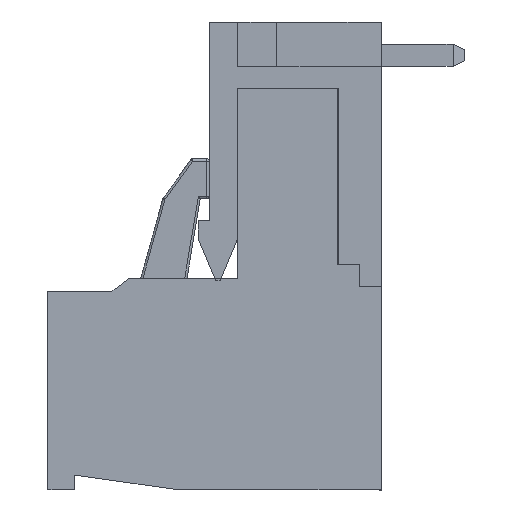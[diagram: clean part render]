
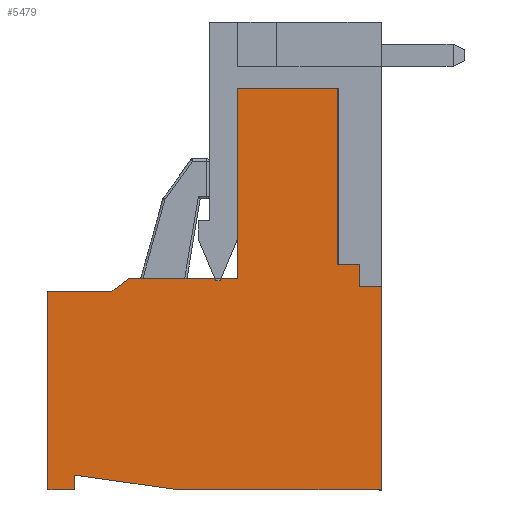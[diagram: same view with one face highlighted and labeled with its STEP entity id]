
A CAD part, left-side view. The second image highlights one B-rep face of the part: STEP entity #5479.
In plain terms, the highlighted planar face has unit normal (-1, 0, 0).
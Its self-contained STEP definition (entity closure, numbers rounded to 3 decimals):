
#31 = LINE ( 'NONE', #8947, #9638 ) ;
#367 = VECTOR ( 'NONE', #7006, 1000. ) ;
#571 = CARTESIAN_POINT ( 'NONE',  ( -7.5, -0.6, -1.29 ) ) ;
#647 = LINE ( 'NONE', #3217, #1728 ) ;
#734 = EDGE_CURVE ( 'NONE', #1798, #14204, #12232, .T. ) ;
#741 = CARTESIAN_POINT ( 'NONE',  ( -7.5, 0.6, 0. ) ) ;
#825 = DIRECTION ( 'NONE',  ( 0., 0., -1. ) ) ;
#934 = DIRECTION ( 'NONE',  ( 0., -0.139, 0.99 ) ) ;
#1023 = EDGE_CURVE ( 'NONE', #11903, #11127, #1884, .T. ) ;
#1221 = EDGE_CURVE ( 'NONE', #11127, #4493, #8481, .T. ) ;
#1511 = PLANE ( 'NONE',  #6312 ) ;
#1612 = CARTESIAN_POINT ( 'NONE',  ( -7.5, -3.912, 2.934 ) ) ;
#1655 = ORIENTED_EDGE ( 'NONE', *, *, #10542, .F. ) ;
#1728 = VECTOR ( 'NONE', #1937, 1000. ) ;
#1768 = LINE ( 'NONE', #571, #5907 ) ;
#1798 = VERTEX_POINT ( 'NONE', #4984 ) ;
#1836 = LINE ( 'NONE', #1988, #367 ) ;
#1837 = VECTOR ( 'NONE', #5504, 1000. ) ;
#1884 = LINE ( 'NONE', #16141, #5441 ) ;
#1937 = DIRECTION ( 'NONE',  ( 0., 0., -1. ) ) ;
#1988 = CARTESIAN_POINT ( 'NONE',  ( -7.5, 0., 3.25 ) ) ;
#2012 = ORIENTED_EDGE ( 'NONE', *, *, #1221, .F. ) ;
#2341 = LINE ( 'NONE', #7503, #5422 ) ;
#2503 = DIRECTION ( 'NONE',  ( 0., 0., 1. ) ) ;
#2606 = VECTOR ( 'NONE', #4931, 1000. ) ;
#3215 = DIRECTION ( 'NONE',  ( 0., -1., 0. ) ) ;
#3217 = CARTESIAN_POINT ( 'NONE',  ( -7.5, 0.4, 0. ) ) ;
#3226 = VERTEX_POINT ( 'NONE', #9815 ) ;
#3342 = ORIENTED_EDGE ( 'NONE', *, *, #6741, .F. ) ;
#4302 = EDGE_CURVE ( 'NONE', #12063, #4697, #1836, .T. ) ;
#4354 = ORIENTED_EDGE ( 'NONE', *, *, #16771, .F. ) ;
#4455 = VECTOR ( 'NONE', #5997, 1000. ) ;
#4493 = VERTEX_POINT ( 'NONE', #13190 ) ;
#4697 = VERTEX_POINT ( 'NONE', #8171 ) ;
#4931 = DIRECTION ( 'NONE',  ( 0., 0., -1. ) ) ;
#4956 = VECTOR ( 'NONE', #12038, 1000. ) ;
#4984 = CARTESIAN_POINT ( 'NONE',  ( -7.5, -0.6, -1.29 ) ) ;
#5025 = VERTEX_POINT ( 'NONE', #10623 ) ;
#5055 = EDGE_CURVE ( 'NONE', #5025, #12063, #10861, .T. ) ;
#5124 = EDGE_CURVE ( 'NONE', #10149, #10793, #6879, .T. ) ;
#5173 = ORIENTED_EDGE ( 'NONE', *, *, #9663, .F. ) ;
#5178 = CARTESIAN_POINT ( 'NONE',  ( -7.5, 8.925, 10.65 ) ) ;
#5422 = VECTOR ( 'NONE', #12330, 1000. ) ;
#5441 = VECTOR ( 'NONE', #8402, 1000. ) ;
#5479 = ADVANCED_FACE ( 'NONE', ( #5492 ), #1511, .F. ) ;
#5492 = FACE_OUTER_BOUND ( 'NONE', #12783, .T. ) ;
#5504 = DIRECTION ( 'NONE',  ( 0., -0.6, -0.8 ) ) ;
#5596 = ORIENTED_EDGE ( 'NONE', *, *, #5055, .F. ) ;
#5643 = EDGE_CURVE ( 'NONE', #12280, #10149, #647, .T. ) ;
#5853 = CARTESIAN_POINT ( 'NONE',  ( -7.5, 9.6, 11.85 ) ) ;
#5876 = CARTESIAN_POINT ( 'NONE',  ( -7.5, -0.6, -1.29 ) ) ;
#5907 = VECTOR ( 'NONE', #3215, 1000. ) ;
#5997 = DIRECTION ( 'NONE',  ( 0., 1., 0. ) ) ;
#6149 = ORIENTED_EDGE ( 'NONE', *, *, #734, .F. ) ;
#6312 = AXIS2_PLACEMENT_3D ( 'NONE', #16118, #10759, #6693 ) ;
#6367 = LINE ( 'NONE', #16312, #10900 ) ;
#6529 = ORIENTED_EDGE ( 'NONE', *, *, #14789, .F. ) ;
#6693 = DIRECTION ( 'NONE',  ( 0., 1., 0. ) ) ;
#6741 = EDGE_CURVE ( 'NONE', #14204, #12280, #7182, .T. ) ;
#6795 = CARTESIAN_POINT ( 'NONE',  ( -7.5, 0., 11.85 ) ) ;
#6879 = LINE ( 'NONE', #16137, #4956 ) ;
#7006 = DIRECTION ( 'NONE',  ( 0., -1., 0. ) ) ;
#7182 = LINE ( 'NONE', #15258, #4455 ) ;
#7503 = CARTESIAN_POINT ( 'NONE',  ( -7.5, 0., 10.65 ) ) ;
#7667 = ORIENTED_EDGE ( 'NONE', *, *, #15818, .F. ) ;
#8171 = CARTESIAN_POINT ( 'NONE',  ( -7.5, -8.6, 3.25 ) ) ;
#8202 = CARTESIAN_POINT ( 'NONE',  ( -7.5, 0.4, -3.25 ) ) ;
#8343 = ORIENTED_EDGE ( 'NONE', *, *, #4302, .F. ) ;
#8402 = DIRECTION ( 'NONE',  ( 0., 0., 1. ) ) ;
#8481 = LINE ( 'NONE', #5853, #13325 ) ;
#8938 = VERTEX_POINT ( 'NONE', #13123 ) ;
#8947 = CARTESIAN_POINT ( 'NONE',  ( -7.5, 9.6, -3.25 ) ) ;
#9109 = ORIENTED_EDGE ( 'NONE', *, *, #1023, .F. ) ;
#9147 = CARTESIAN_POINT ( 'NONE',  ( -7.5, 0., 3.25 ) ) ;
#9638 = VECTOR ( 'NONE', #2503, 1000. ) ;
#9663 = EDGE_CURVE ( 'NONE', #4697, #3226, #12995, .T. ) ;
#9792 = ORIENTED_EDGE ( 'NONE', *, *, #5124, .F. ) ;
#9815 = CARTESIAN_POINT ( 'NONE',  ( -7.5, -8.6, -1.29 ) ) ;
#10149 = VERTEX_POINT ( 'NONE', #8202 ) ;
#10499 = CARTESIAN_POINT ( 'NONE',  ( -7.5, 0.6, 8.95 ) ) ;
#10542 = EDGE_CURVE ( 'NONE', #10793, #8938, #31, .T. ) ;
#10623 = CARTESIAN_POINT ( 'NONE',  ( -7.5, 0., 8.15 ) ) ;
#10675 = VECTOR ( 'NONE', #12123, 1000. ) ;
#10759 = DIRECTION ( 'NONE',  ( 1., 0., 0. ) ) ;
#10793 = VERTEX_POINT ( 'NONE', #16505 ) ;
#10861 = LINE ( 'NONE', #6795, #10675 ) ;
#10900 = VECTOR ( 'NONE', #934, 1000. ) ;
#11127 = VERTEX_POINT ( 'NONE', #15265 ) ;
#11379 = VERTEX_POINT ( 'NONE', #5178 ) ;
#11627 = ORIENTED_EDGE ( 'NONE', *, *, #14401, .F. ) ;
#11903 = VERTEX_POINT ( 'NONE', #12343 ) ;
#12038 = DIRECTION ( 'NONE',  ( 0., 1., 0. ) ) ;
#12063 = VERTEX_POINT ( 'NONE', #9147 ) ;
#12123 = DIRECTION ( 'NONE',  ( 0., 0., -1. ) ) ;
#12232 = LINE ( 'NONE', #5876, #12762 ) ;
#12280 = VERTEX_POINT ( 'NONE', #16503 ) ;
#12290 = ORIENTED_EDGE ( 'NONE', *, *, #12936, .T. ) ;
#12330 = DIRECTION ( 'NONE',  ( 0., 1., 0. ) ) ;
#12343 = CARTESIAN_POINT ( 'NONE',  ( -7.5, 9.6, 10.65 ) ) ;
#12440 = LINE ( 'NONE', #741, #14615 ) ;
#12461 = DIRECTION ( 'NONE',  ( 0., -1., 0. ) ) ;
#12762 = VECTOR ( 'NONE', #16245, 1000. ) ;
#12783 = EDGE_LOOP ( 'NONE', ( #6149, #12290, #5173, #8343, #5596, #7667, #11627, #2012, #9109, #6529, #4354, #1655, #9792, #14775, #3342 ) ) ;
#12936 = EDGE_CURVE ( 'NONE', #1798, #3226, #1768, .T. ) ;
#12995 = LINE ( 'NONE', #15467, #2606 ) ;
#13123 = CARTESIAN_POINT ( 'NONE',  ( -7.5, 9.6, 5.85 ) ) ;
#13190 = CARTESIAN_POINT ( 'NONE',  ( -7.5, 0.6, 11.85 ) ) ;
#13249 = LINE ( 'NONE', #1612, #1837 ) ;
#13267 = VERTEX_POINT ( 'NONE', #10499 ) ;
#13325 = VECTOR ( 'NONE', #12461, 1000. ) ;
#14204 = VERTEX_POINT ( 'NONE', #14599 ) ;
#14401 = EDGE_CURVE ( 'NONE', #4493, #13267, #12440, .T. ) ;
#14599 = CARTESIAN_POINT ( 'NONE',  ( -7.5, -0.6, -2.25 ) ) ;
#14615 = VECTOR ( 'NONE', #825, 1000. ) ;
#14775 = ORIENTED_EDGE ( 'NONE', *, *, #5643, .F. ) ;
#14789 = EDGE_CURVE ( 'NONE', #11379, #11903, #2341, .T. ) ;
#15258 = CARTESIAN_POINT ( 'NONE',  ( -7.5, 0., -2.25 ) ) ;
#15265 = CARTESIAN_POINT ( 'NONE',  ( -7.5, 9.6, 11.85 ) ) ;
#15467 = CARTESIAN_POINT ( 'NONE',  ( -7.5, -8.6, 3.25 ) ) ;
#15818 = EDGE_CURVE ( 'NONE', #13267, #5025, #13249, .T. ) ;
#16118 = CARTESIAN_POINT ( 'NONE',  ( -7.5, 0., 0. ) ) ;
#16137 = CARTESIAN_POINT ( 'NONE',  ( -7.5, -8.6, -3.25 ) ) ;
#16141 = CARTESIAN_POINT ( 'NONE',  ( -7.5, 9.6, -3.25 ) ) ;
#16245 = DIRECTION ( 'NONE',  ( 0., 0., -1. ) ) ;
#16312 = CARTESIAN_POINT ( 'NONE',  ( -7.5, 10.22, 1.436 ) ) ;
#16503 = CARTESIAN_POINT ( 'NONE',  ( -7.5, 0.4, -2.25 ) ) ;
#16505 = CARTESIAN_POINT ( 'NONE',  ( -7.5, 9.6, -3.25 ) ) ;
#16771 = EDGE_CURVE ( 'NONE', #8938, #11379, #6367, .T. ) ;
